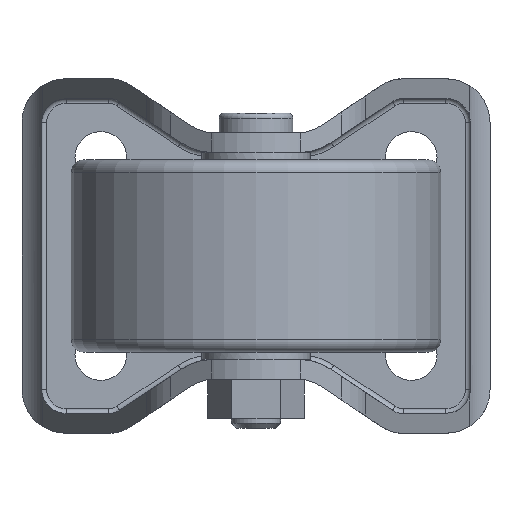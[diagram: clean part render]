
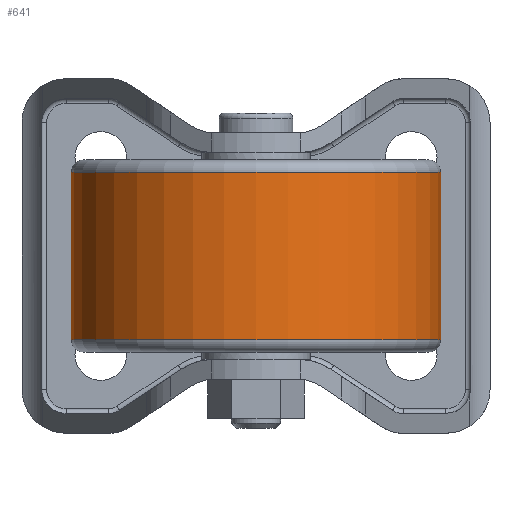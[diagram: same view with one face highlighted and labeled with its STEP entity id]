
A CAD part, front view. The second image highlights one B-rep face of the part: STEP entity #641.
In plain terms, the highlighted cylindrical face has radius 37.5 mm (diameter 75 mm), a partial arc.
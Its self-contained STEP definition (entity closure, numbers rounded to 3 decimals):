
#266 = EDGE_LOOP ( 'NONE', ( #4698, #4699, #4696, #4701 ) ) ;
#443 = VECTOR ( 'NONE', #2855, 1000. ) ;
#452 = VECTOR ( 'NONE', #2858, 1000. ) ;
#641 = ADVANCED_FACE ( 'NONE', ( #3823 ), #3830, .T. ) ;
#682 = EDGE_CURVE ( 'NONE', #4809, #4792, #2853, .T. ) ;
#683 = EDGE_CURVE ( 'NONE', #4801, #4810, #2856, .T. ) ;
#836 = CARTESIAN_POINT ( 'NONE',  ( 0., -70.5, 17. ) ) ;
#837 = DIRECTION ( 'NONE',  ( 0., 0., 1. ) ) ;
#838 = DIRECTION ( 'NONE',  ( 1., 0., 0. ) ) ;
#839 = CARTESIAN_POINT ( 'NONE',  ( 0., -70.5, -17. ) ) ;
#840 = DIRECTION ( 'NONE',  ( 0., 0., 1. ) ) ;
#841 = DIRECTION ( 'NONE',  ( 1., 0., 0. ) ) ;
#1014 = CARTESIAN_POINT ( 'NONE',  ( -37.5, -70.5, 17. ) ) ;
#1023 = CARTESIAN_POINT ( 'NONE',  ( 37.5, -70.5, -17. ) ) ;
#1031 = CARTESIAN_POINT ( 'NONE',  ( -37.5, -70.5, -17. ) ) ;
#1032 = CARTESIAN_POINT ( 'NONE',  ( 37.5, -70.5, 17. ) ) ;
#2089 = AXIS2_PLACEMENT_3D ( 'NONE', #836, #837, #838 ) ;
#2091 = AXIS2_PLACEMENT_3D ( 'NONE', #839, #840, #841 ) ;
#2853 = LINE ( 'NONE', #2854, #443 ) ;
#2854 = CARTESIAN_POINT ( 'NONE',  ( -37.5, -70.5, 40.455 ) ) ;
#2855 = DIRECTION ( 'NONE',  ( 0., 0., 1. ) ) ;
#2856 = LINE ( 'NONE', #2857, #452 ) ;
#2857 = CARTESIAN_POINT ( 'NONE',  ( 37.5, -70.5, 40.455 ) ) ;
#2858 = DIRECTION ( 'NONE',  ( 0., 0., 1. ) ) ;
#3625 = CARTESIAN_POINT ( 'NONE',  ( 0., -70.5, 40.455 ) ) ;
#3626 = DIRECTION ( 'NONE',  ( 0., 0., 1. ) ) ;
#3627 = DIRECTION ( 'NONE',  ( 1., 0., 0. ) ) ;
#3788 = CIRCLE ( 'NONE', #2089, 37.5 ) ;
#3789 = CIRCLE ( 'NONE', #2091, 37.5 ) ;
#3823 = FACE_OUTER_BOUND ( 'NONE', #266, .T. ) ;
#3830 = CYLINDRICAL_SURFACE ( 'NONE', #3854, 37.5 ) ;
#3854 = AXIS2_PLACEMENT_3D ( 'NONE', #3625, #3626, #3627 ) ;
#4149 = EDGE_CURVE ( 'NONE', #4792, #4810, #3788, .T. ) ;
#4150 = EDGE_CURVE ( 'NONE', #4809, #4801, #3789, .T. ) ;
#4696 = ORIENTED_EDGE ( 'NONE', *, *, #683, .T. ) ;
#4698 = ORIENTED_EDGE ( 'NONE', *, *, #682, .F. ) ;
#4699 = ORIENTED_EDGE ( 'NONE', *, *, #4150, .T. ) ;
#4701 = ORIENTED_EDGE ( 'NONE', *, *, #4149, .F. ) ;
#4792 = VERTEX_POINT ( 'NONE', #1014 ) ;
#4801 = VERTEX_POINT ( 'NONE', #1023 ) ;
#4809 = VERTEX_POINT ( 'NONE', #1031 ) ;
#4810 = VERTEX_POINT ( 'NONE', #1032 ) ;
